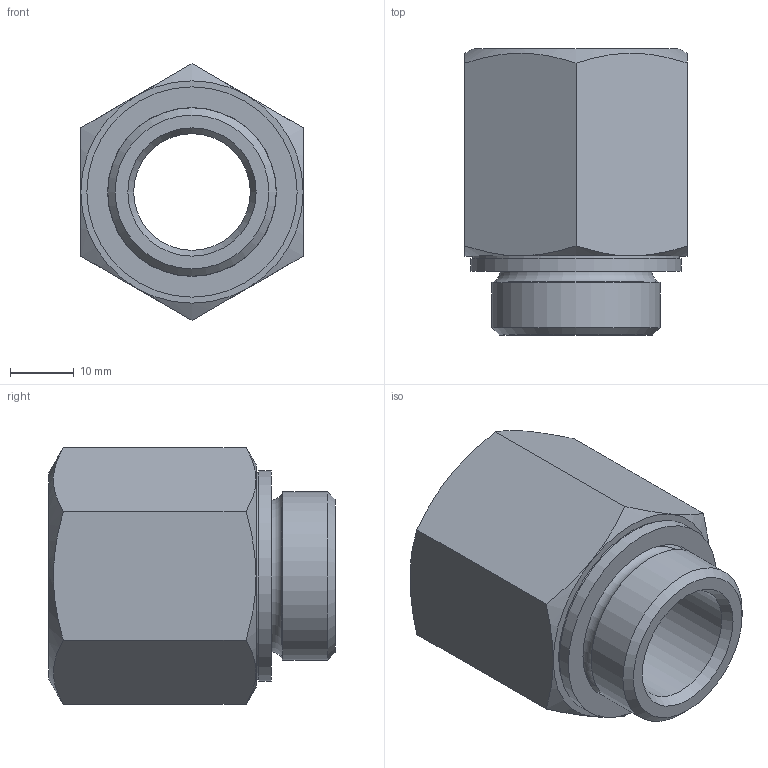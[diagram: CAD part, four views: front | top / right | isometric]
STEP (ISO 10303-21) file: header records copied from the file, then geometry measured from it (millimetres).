
FILE_DESCRIPTION(/* description */ ('STEP AP214'),/* implementation_level */ '2;1');
FILE_NAME(/* name */ '546550_AD-G3_4-3_4NPT-I',/* time_stamp */ '2024-07-30T14:39:02+02:00',/* author */ ('License CC BY-ND 4.0'),/* organization */ ('CADENAS'),/* preprocessor_version */ 'ST-DEVELOPER v19.3',/* originating_system */ 'PARTsolutions',/* authorisation */ ' ');
FILE_SCHEMA (('AUTOMOTIVE_DESIGN {1 0 10303 214 3 1 1}'));
Length unit declared in the file: millimetre
Products named in the file (1): 546550 AD-G3/4-3/4NPT-I
Bounding box: 34.9 x 44.9 x 40.3 mm (x, y, z)
Volume: 24423.1 mm3; surface area: 9645 mm2
Topology: 1 solids, 1 shells, 31 faces, 64 edges, 38 vertices
Faces by surface type: cone 14, plane 11, cylinder 5, torus 1
Full cylindrical faces by diameter (mm): 18.3 x1, 26.441 x1, 26.5 x1, 32.5 x1, 33 x1
Entity records: 796 total; most frequent: CARTESIAN_POINT 192, DIRECTION 118, ORIENTED_EDGE 96, AXIS2_PLACEMENT_3D 56, EDGE_LOOP 50, FACE_BOUND 50, EDGE_CURVE 48, VERTEX_POINT 36
